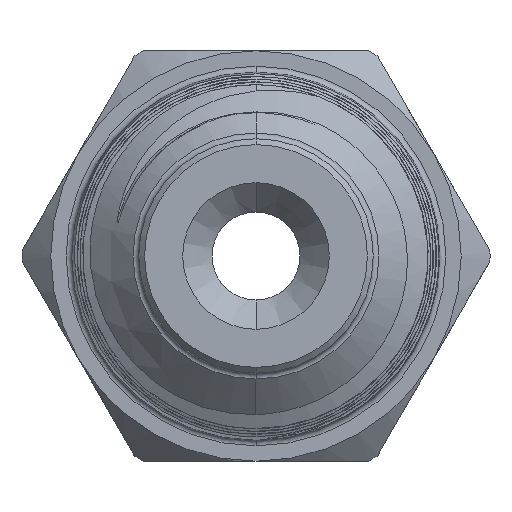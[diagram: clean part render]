
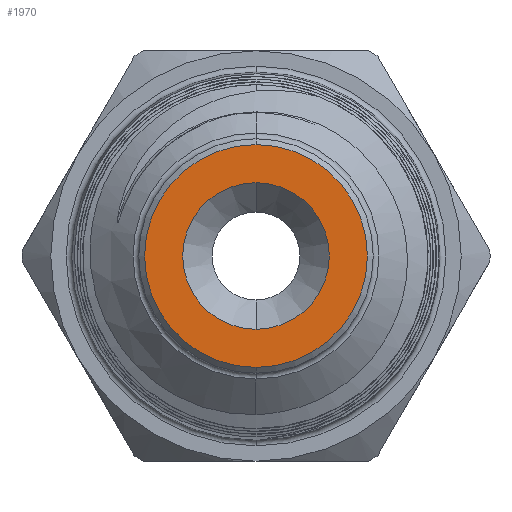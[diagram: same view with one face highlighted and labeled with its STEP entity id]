
A CAD part, front view. The second image highlights one B-rep face of the part: STEP entity #1970.
In plain terms, the highlighted planar face has unit normal (0, -1, 0).
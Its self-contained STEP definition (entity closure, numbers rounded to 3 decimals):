
#29 = DIRECTION ( 'NONE',  ( 0., 0., -1. ) ) ;
#110 = VERTEX_POINT ( 'NONE', #1081 ) ;
#379 = AXIS2_PLACEMENT_3D ( 'NONE', #3178, #3190, #3204 ) ;
#459 = FACE_OUTER_BOUND ( 'NONE', #1408, .T. ) ;
#557 = VERTEX_POINT ( 'NONE', #3082 ) ;
#633 = DIRECTION ( 'NONE',  ( 0., 0., -1. ) ) ;
#663 = VERTEX_POINT ( 'NONE', #942 ) ;
#665 = DIRECTION ( 'NONE',  ( 0., -1., 0. ) ) ;
#742 = FACE_BOUND ( 'NONE', #3681, .T. ) ;
#912 = CARTESIAN_POINT ( 'NONE',  ( 0., -11.955, 0. ) ) ;
#942 = CARTESIAN_POINT ( 'NONE',  ( 0., -11.955, 1.9 ) ) ;
#982 = AXIS2_PLACEMENT_3D ( 'NONE', #3018, #3234, #3255 ) ;
#1081 = CARTESIAN_POINT ( 'NONE',  ( 0., -11.955, -1.9 ) ) ;
#1107 = CIRCLE ( 'NONE', #1290, 1.9 ) ;
#1163 = CARTESIAN_POINT ( 'NONE',  ( 0., -11.955, -1.25 ) ) ;
#1290 = AXIS2_PLACEMENT_3D ( 'NONE', #3529, #1678, #3829 ) ;
#1408 = EDGE_LOOP ( 'NONE', ( #2332, #2369 ) ) ;
#1497 = ORIENTED_EDGE ( 'NONE', *, *, #3279, .F. ) ;
#1547 = EDGE_CURVE ( 'NONE', #110, #663, #3122, .T. ) ;
#1678 = DIRECTION ( 'NONE',  ( 0., -1., 0. ) ) ;
#1861 = DIRECTION ( 'NONE',  ( 0., -1., 0. ) ) ;
#1961 = EDGE_CURVE ( 'NONE', #2358, #557, #3016, .T. ) ;
#1970 = ADVANCED_FACE ( 'NONE', ( #459, #742 ), #2977, .T. ) ;
#2321 = CIRCLE ( 'NONE', #3787, 1.25 ) ;
#2332 = ORIENTED_EDGE ( 'NONE', *, *, #2724, .T. ) ;
#2358 = VERTEX_POINT ( 'NONE', #1163 ) ;
#2369 = ORIENTED_EDGE ( 'NONE', *, *, #1547, .T. ) ;
#2724 = EDGE_CURVE ( 'NONE', #663, #110, #1107, .T. ) ;
#2967 = AXIS2_PLACEMENT_3D ( 'NONE', #912, #665, #633 ) ;
#2977 = PLANE ( 'NONE',  #982 ) ;
#3016 = CIRCLE ( 'NONE', #379, 1.25 ) ;
#3018 = CARTESIAN_POINT ( 'NONE',  ( 2., -11.955, 0. ) ) ;
#3028 = ORIENTED_EDGE ( 'NONE', *, *, #1961, .F. ) ;
#3082 = CARTESIAN_POINT ( 'NONE',  ( 0., -11.955, 1.25 ) ) ;
#3122 = CIRCLE ( 'NONE', #2967, 1.9 ) ;
#3178 = CARTESIAN_POINT ( 'NONE',  ( 0., -11.955, 0. ) ) ;
#3190 = DIRECTION ( 'NONE',  ( 0., -1., 0. ) ) ;
#3204 = DIRECTION ( 'NONE',  ( 0., 0., -1. ) ) ;
#3234 = DIRECTION ( 'NONE',  ( 0., -1., 0. ) ) ;
#3255 = DIRECTION ( 'NONE',  ( 0., 0., -1. ) ) ;
#3279 = EDGE_CURVE ( 'NONE', #557, #2358, #2321, .T. ) ;
#3529 = CARTESIAN_POINT ( 'NONE',  ( 0., -11.955, 0. ) ) ;
#3681 = EDGE_LOOP ( 'NONE', ( #3028, #1497 ) ) ;
#3686 = CARTESIAN_POINT ( 'NONE',  ( 0., -11.955, 0. ) ) ;
#3787 = AXIS2_PLACEMENT_3D ( 'NONE', #3686, #1861, #29 ) ;
#3829 = DIRECTION ( 'NONE',  ( 0., 0., -1. ) ) ;
